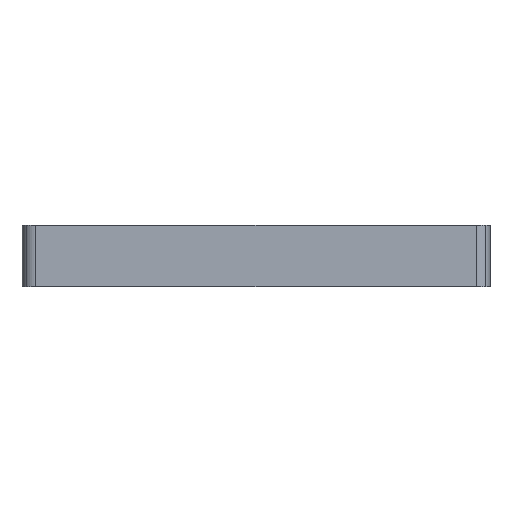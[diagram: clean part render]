
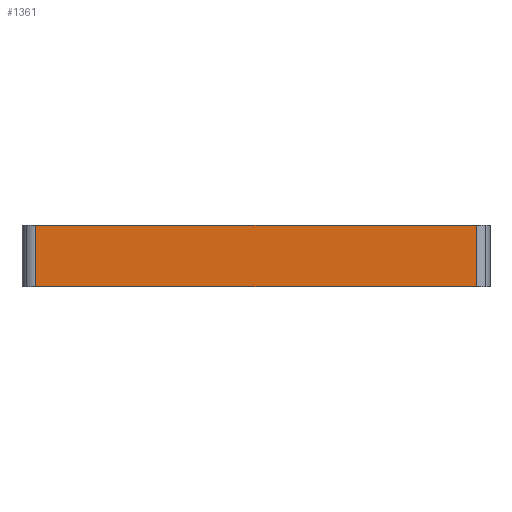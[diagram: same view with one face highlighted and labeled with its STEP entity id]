
A CAD part, left-side view. The second image highlights one B-rep face of the part: STEP entity #1361.
In plain terms, the highlighted planar face has unit normal (-1, 0, 0).
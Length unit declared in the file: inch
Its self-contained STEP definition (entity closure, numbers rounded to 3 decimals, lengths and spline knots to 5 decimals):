
#1112=CARTESIAN_POINT('',(-2.5,-2.,0.2775));
#1113=VERTEX_POINT('',#1112);
#1121=CARTESIAN_POINT('',(-2.5,-2.,-0.2775));
#1122=VERTEX_POINT('',#1121);
#1123=CARTESIAN_POINT('',(-2.5,-2.,0.2775));
#1124=DIRECTION('',(0.0,0.0,-1.0));
#1125=VECTOR('',#1124,0.555);
#1126=LINE('',#1123,#1125);
#1127=EDGE_CURVE('',#1113,#1122,#1126,.T.);
#1264=CARTESIAN_POINT('',(-2.5,2.,-0.2775));
#1265=VERTEX_POINT('',#1264);
#1266=CARTESIAN_POINT('',(-2.5,-2.,-0.2775));
#1267=DIRECTION('',(0.0,1.0,0.0));
#1268=VECTOR('',#1267,4.0);
#1269=LINE('',#1266,#1268);
#1270=EDGE_CURVE('',#1122,#1265,#1269,.T.);
#1338=CARTESIAN_POINT('',(-2.5,-2.125,0.0));
#1339=DIRECTION('',(-1.0,0.0,0.0));
#1340=DIRECTION('',(0.0,0.0,1.0));
#1341=AXIS2_PLACEMENT_3D('',#1338,#1339,#1340);
#1342=PLANE('',#1341);
#1343=ORIENTED_EDGE('',*,*,#1127,.F.);
#1344=CARTESIAN_POINT('',(-2.5,2.,0.2775));
#1345=VERTEX_POINT('',#1344);
#1346=CARTESIAN_POINT('',(-2.5,-2.,0.2775));
#1347=DIRECTION('',(0.0,1.0,0.0));
#1348=VECTOR('',#1347,4.0);
#1349=LINE('',#1346,#1348);
#1350=EDGE_CURVE('',#1113,#1345,#1349,.T.);
#1351=ORIENTED_EDGE('',*,*,#1350,.T.);
#1352=CARTESIAN_POINT('',(-2.5,2.,-0.2775));
#1353=DIRECTION('',(0.0,0.0,1.0));
#1354=VECTOR('',#1353,0.555);
#1355=LINE('',#1352,#1354);
#1356=EDGE_CURVE('',#1265,#1345,#1355,.T.);
#1357=ORIENTED_EDGE('',*,*,#1356,.F.);
#1358=ORIENTED_EDGE('',*,*,#1270,.F.);
#1359=EDGE_LOOP('',(#1343,#1351,#1357,#1358));
#1360=FACE_OUTER_BOUND('',#1359,.T.);
#1361=ADVANCED_FACE('',(#1360),#1342,.T.);
